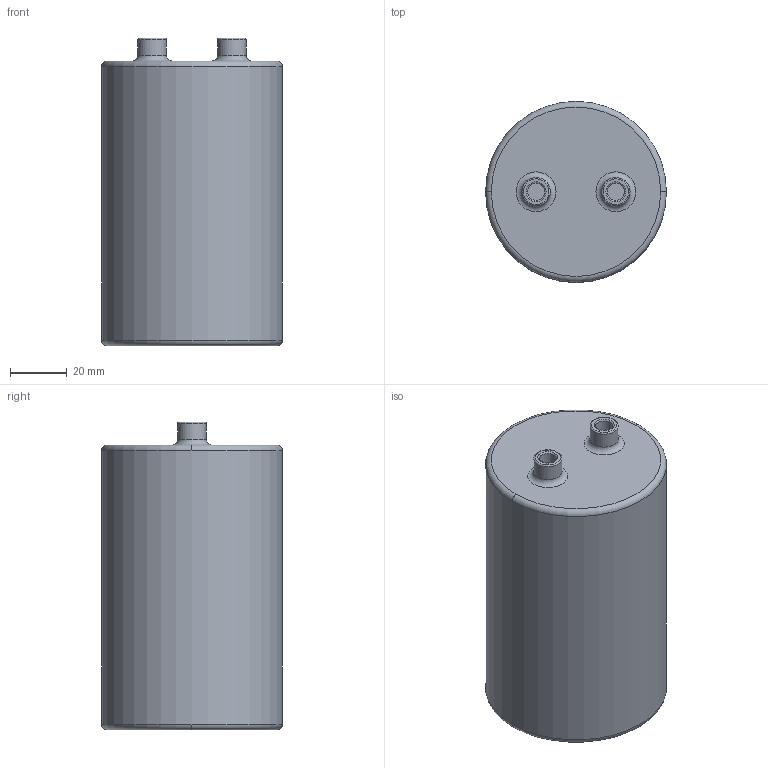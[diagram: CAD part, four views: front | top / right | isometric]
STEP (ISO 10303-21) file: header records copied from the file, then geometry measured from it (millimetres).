
FILE_DESCRIPTION(('FreeCAD Model'),'2;1');
FILE_NAME('Open CASCADE Shape Model','2025-08-17T11:37:39',(''),(''), 'Open CASCADE STEP processor 7.8','FreeCAD','Unknown');
FILE_SCHEMA(('AP242_MANAGED_MODEL_BASED_3D_ENGINEERING_MIM_LF. {1 0 10303 442 1 1 4 }'));
Length unit declared in the file: millimetre
Products named in the file (1): Body
Bounding box: 63.5 x 63.5 x 108 mm (x, y, z)
Volume: 317212.1 mm3; surface area: 26669.2 mm2
Topology: 1 solids, 1 shells, 21 faces, 37 edges, 22 vertices
Faces by surface type: torus 10, plane 6, cylinder 5
Full cylindrical faces by diameter (mm): 6 x2, 10 x2, 63.5 x1
Entity records: 540 total; most frequent: DIRECTION 112, CARTESIAN_POINT 82, ORIENTED_EDGE 74, AXIS2_PLACEMENT_3D 54, EDGE_CURVE 37, CIRCLE 32, FACE_BOUND 25, EDGE_LOOP 25
